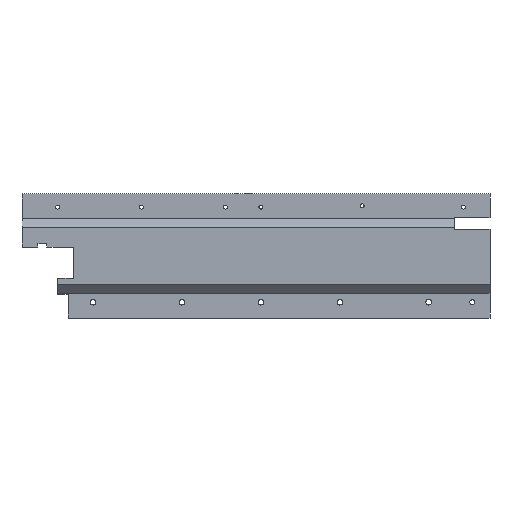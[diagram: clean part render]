
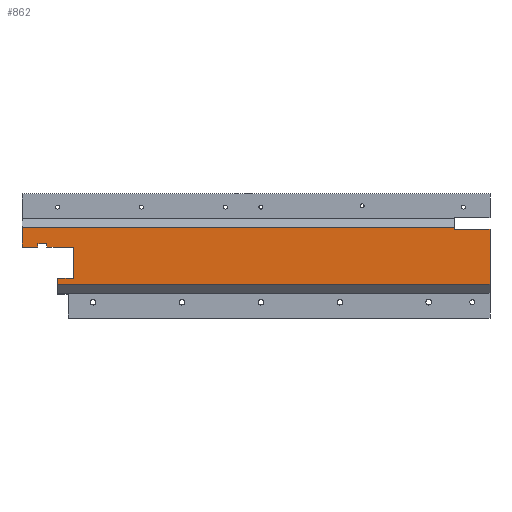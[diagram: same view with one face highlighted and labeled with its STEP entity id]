
A CAD part, top view. The second image highlights one B-rep face of the part: STEP entity #862.
In plain terms, the highlighted planar face has unit normal (0, 0, 1).
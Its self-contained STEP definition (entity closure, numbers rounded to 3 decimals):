
#78=FACE_OUTER_BOUND('',#121,.T.);
#121=EDGE_LOOP('',(#599,#600,#601,#602,#603,#604,#605,#606,#607,#608,#609,
#610,#611,#612));
#187=LINE('',#1225,#285);
#197=LINE('',#1244,#295);
#198=LINE('',#1247,#296);
#199=LINE('',#1249,#297);
#200=LINE('',#1251,#298);
#201=LINE('',#1253,#299);
#202=LINE('',#1255,#300);
#203=LINE('',#1257,#301);
#204=LINE('',#1259,#302);
#205=LINE('',#1261,#303);
#206=LINE('',#1263,#304);
#207=LINE('',#1265,#305);
#208=LINE('',#1267,#306);
#209=LINE('',#1268,#307);
#285=VECTOR('',#989,10.);
#295=VECTOR('',#1003,10.);
#296=VECTOR('',#1006,10.);
#297=VECTOR('',#1007,10.);
#298=VECTOR('',#1008,10.);
#299=VECTOR('',#1009,10.);
#300=VECTOR('',#1010,10.);
#301=VECTOR('',#1011,10.);
#302=VECTOR('',#1012,10.);
#303=VECTOR('',#1013,10.);
#304=VECTOR('',#1014,10.);
#305=VECTOR('',#1015,10.);
#306=VECTOR('',#1016,10.);
#307=VECTOR('',#1017,10.);
#383=VERTEX_POINT('',#1222);
#384=VERTEX_POINT('',#1224);
#391=VERTEX_POINT('',#1242);
#392=VERTEX_POINT('',#1246);
#393=VERTEX_POINT('',#1248);
#394=VERTEX_POINT('',#1250);
#395=VERTEX_POINT('',#1252);
#396=VERTEX_POINT('',#1254);
#397=VERTEX_POINT('',#1256);
#398=VERTEX_POINT('',#1258);
#399=VERTEX_POINT('',#1260);
#400=VERTEX_POINT('',#1262);
#401=VERTEX_POINT('',#1264);
#402=VERTEX_POINT('',#1266);
#464=EDGE_CURVE('',#384,#383,#187,.T.);
#474=EDGE_CURVE('',#383,#391,#197,.T.);
#475=EDGE_CURVE('',#391,#392,#198,.T.);
#476=EDGE_CURVE('',#392,#393,#199,.T.);
#477=EDGE_CURVE('',#393,#394,#200,.T.);
#478=EDGE_CURVE('',#394,#395,#201,.T.);
#479=EDGE_CURVE('',#395,#396,#202,.T.);
#480=EDGE_CURVE('',#396,#397,#203,.T.);
#481=EDGE_CURVE('',#397,#398,#204,.T.);
#482=EDGE_CURVE('',#398,#399,#205,.T.);
#483=EDGE_CURVE('',#399,#400,#206,.T.);
#484=EDGE_CURVE('',#400,#401,#207,.T.);
#485=EDGE_CURVE('',#401,#402,#208,.T.);
#486=EDGE_CURVE('',#402,#384,#209,.T.);
#599=ORIENTED_EDGE('',*,*,#464,.T.);
#600=ORIENTED_EDGE('',*,*,#474,.T.);
#601=ORIENTED_EDGE('',*,*,#475,.T.);
#602=ORIENTED_EDGE('',*,*,#476,.T.);
#603=ORIENTED_EDGE('',*,*,#477,.T.);
#604=ORIENTED_EDGE('',*,*,#478,.T.);
#605=ORIENTED_EDGE('',*,*,#479,.T.);
#606=ORIENTED_EDGE('',*,*,#480,.T.);
#607=ORIENTED_EDGE('',*,*,#481,.T.);
#608=ORIENTED_EDGE('',*,*,#482,.T.);
#609=ORIENTED_EDGE('',*,*,#483,.T.);
#610=ORIENTED_EDGE('',*,*,#484,.T.);
#611=ORIENTED_EDGE('',*,*,#485,.T.);
#612=ORIENTED_EDGE('',*,*,#486,.T.);
#831=PLANE('',#919);
#862=ADVANCED_FACE('',(#78),#831,.T.);
#919=AXIS2_PLACEMENT_3D('',#1245,#1004,#1005);
#989=DIRECTION('',(-1.,0.,0.));
#1003=DIRECTION('',(0.,1.,0.));
#1004=DIRECTION('center_axis',(0.,0.,1.));
#1005=DIRECTION('ref_axis',(1.,0.,0.));
#1006=DIRECTION('',(-1.,0.,0.));
#1007=DIRECTION('',(0.,-1.,0.));
#1008=DIRECTION('',(1.,0.,0.));
#1009=DIRECTION('',(0.,1.,0.));
#1010=DIRECTION('',(1.,0.,0.));
#1011=DIRECTION('',(0.,-1.,0.));
#1012=DIRECTION('',(1.,0.,0.));
#1013=DIRECTION('',(0.,-1.,0.));
#1014=DIRECTION('',(-1.,0.,0.));
#1015=DIRECTION('',(0.,-1.,0.));
#1016=DIRECTION('',(1.,0.,0.));
#1017=DIRECTION('',(0.,1.,0.));
#1222=CARTESIAN_POINT('',(487.,100.,14.));
#1224=CARTESIAN_POINT('',(527.,100.,14.));
#1225=CARTESIAN_POINT('',(375.25,100.,14.));
#1242=CARTESIAN_POINT('',(487.,102.,14.));
#1244=CARTESIAN_POINT('',(487.,91.5,14.));
#1245=CARTESIAN_POINT('Origin',(263.5,70.,14.));
#1246=CARTESIAN_POINT('',(0.,102.,14.));
#1247=CARTESIAN_POINT('',(0.,102.,14.));
#1248=CARTESIAN_POINT('',(0.,80.,14.));
#1249=CARTESIAN_POINT('',(0.,140.,14.));
#1250=CARTESIAN_POINT('',(18.,80.,14.));
#1251=CARTESIAN_POINT('',(160.75,80.,14.));
#1252=CARTESIAN_POINT('',(18.,84.,14.));
#1253=CARTESIAN_POINT('',(18.,77.,14.));
#1254=CARTESIAN_POINT('',(28.,84.,14.));
#1255=CARTESIAN_POINT('',(145.75,84.,14.));
#1256=CARTESIAN_POINT('',(28.,80.,14.));
#1257=CARTESIAN_POINT('',(28.,75.,14.));
#1258=CARTESIAN_POINT('',(58.,80.,14.));
#1259=CARTESIAN_POINT('',(160.75,80.,14.));
#1260=CARTESIAN_POINT('',(58.,45.,14.));
#1261=CARTESIAN_POINT('',(58.,57.5,14.));
#1262=CARTESIAN_POINT('',(40.,45.,14.));
#1263=CARTESIAN_POINT('',(131.75,45.,14.));
#1264=CARTESIAN_POINT('',(40.,38.,14.));
#1265=CARTESIAN_POINT('',(40.,55.,14.));
#1266=CARTESIAN_POINT('',(527.,38.,14.));
#1267=CARTESIAN_POINT('',(0.,38.,14.));
#1268=CARTESIAN_POINT('',(527.,140.,14.));
